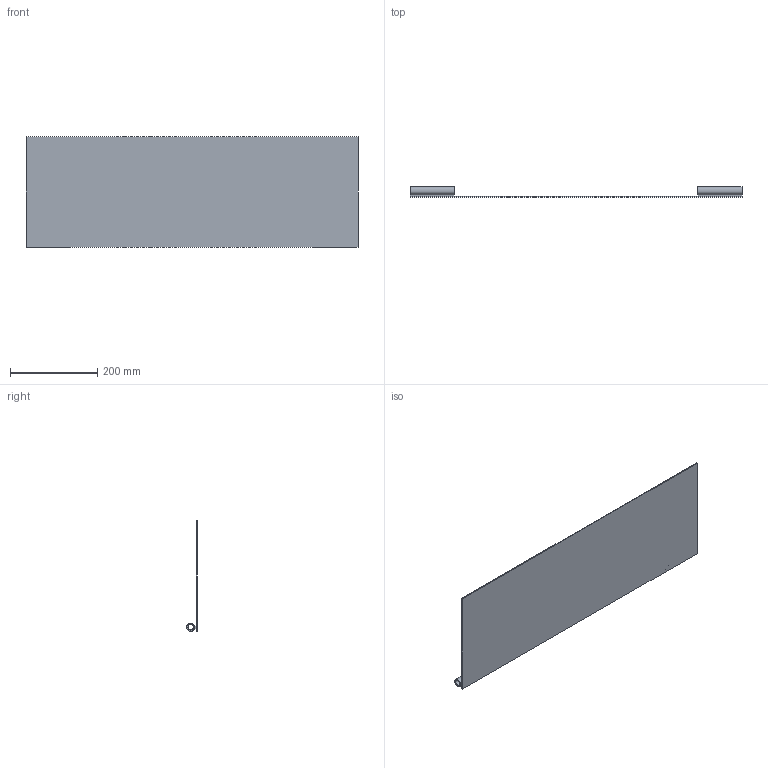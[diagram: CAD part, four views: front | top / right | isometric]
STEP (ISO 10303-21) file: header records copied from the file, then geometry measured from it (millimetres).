
FILE_DESCRIPTION(/* description */ (''),/* implementation_level */ '2;1');
FILE_NAME(/* name */ 'GE-17251_ASM_7_ASM.stp',/* time_stamp */ '2017-01-08T13:53:48-05:00',/* author */ ('jeff1'),/* organization */ (''),/* preprocessor_version */ 'ST-DEVELOPER v16.5',/* originating_system */ 'Autodesk Inventor 2017',/* authorisation */ '');
FILE_SCHEMA (('AUTOMOTIVE_DESIGN { 1 0 10303 214 3 1 1 }'));
Length unit declared in the file: inch
Products named in the file (4): GE-17251_ASM_7_ASM; GE-17251-01_3; GE-17251-02_2; GE-17251-03_4
Assembly tree (5 placements, depth 2):
  GE-17251_ASM_7_ASM
    GE-17251-01_3
    GE-17251-02_2  x2
    GE-17251-03_4  x2
Bounding box: 762 x 24.51 x 254 mm (x, y, z)
Volume: 477683.5 mm3; surface area: 416736.1 mm2
Topology: 5 solids, 5 shells, 26 faces, 48 edges, 32 vertices
Faces by surface type: plane 22, cylinder 4
Full cylindrical faces by diameter (mm): 12.954 x2, 19.05 x2
Entity records: 520 total; most frequent: DIRECTION 82, CARTESIAN_POINT 73, ORIENTED_EDGE 56, AXIS2_PLACEMENT_3D 29, EDGE_CURVE 28, LINE 24, VECTOR 24, EDGE_LOOP 20
